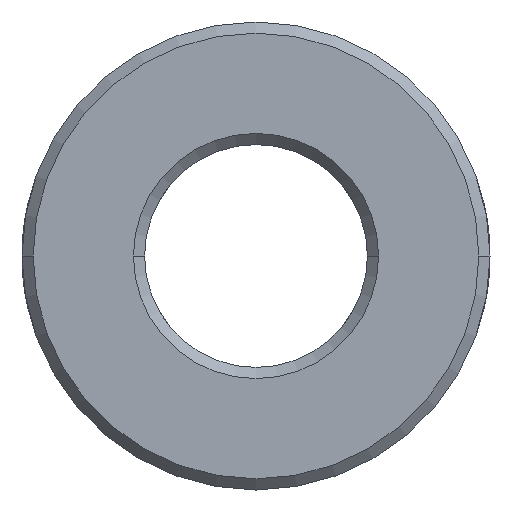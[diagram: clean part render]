
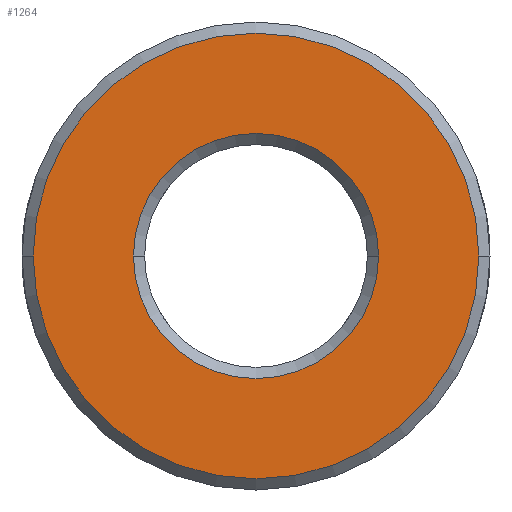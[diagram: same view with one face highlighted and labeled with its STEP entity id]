
A CAD part, left-side view. The second image highlights one B-rep face of the part: STEP entity #1264.
In plain terms, the highlighted planar face has unit normal (-1, 0, 0).
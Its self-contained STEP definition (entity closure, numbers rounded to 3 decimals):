
#280=CARTESIAN_POINT('',(-25.,0.,0.));
#281=DIRECTION('',(-1.,0.,0.));
#282=DIRECTION('',(0.,1.,0.));
#283=AXIS2_PLACEMENT_3D('',#280,#281,#282);
#285=CARTESIAN_POINT('',(-25.,0.,0.));
#286=DIRECTION('',(-1.,0.,0.));
#287=DIRECTION('',(0.,-1.,0.));
#288=AXIS2_PLACEMENT_3D('',#285,#286,#287);
#290=CARTESIAN_POINT('',(-25.,0.,0.));
#291=DIRECTION('',(1.,0.,0.));
#292=DIRECTION('',(0.,1.,0.));
#293=AXIS2_PLACEMENT_3D('',#290,#291,#292);
#295=CARTESIAN_POINT('',(-25.,0.,0.));
#296=DIRECTION('',(1.,0.,0.));
#297=DIRECTION('',(0.,-1.,0.));
#298=AXIS2_PLACEMENT_3D('',#295,#296,#297);
#1160=CARTESIAN_POINT('',(-25.,20.,0.));
#1161=CARTESIAN_POINT('',(-25.,-20.,0.));
#1162=VERTEX_POINT('',#1160);
#1163=VERTEX_POINT('',#1161);
#1182=CARTESIAN_POINT('',(-25.,11.,0.));
#1183=CARTESIAN_POINT('',(-25.,-11.,0.));
#1184=VERTEX_POINT('',#1182);
#1185=VERTEX_POINT('',#1183);
#1248=CARTESIAN_POINT('',(-25.,0.,0.));
#1249=DIRECTION('',(1.,0.,0.));
#1250=DIRECTION('',(0.,-1.,0.));
#1251=AXIS2_PLACEMENT_3D('',#1248,#1249,#1250);
#1252=PLANE('',#1251);
#1254=ORIENTED_EDGE('',*,*,#1253,.F.);
#1255=ORIENTED_EDGE('',*,*,#1238,.F.);
#1256=EDGE_LOOP('',(#1254,#1255));
#1257=FACE_OUTER_BOUND('',#1256,.F.);
#1259=ORIENTED_EDGE('',*,*,#1258,.F.);
#1261=ORIENTED_EDGE('',*,*,#1260,.F.);
#1262=EDGE_LOOP('',(#1259,#1261));
#1263=FACE_BOUND('',#1262,.F.);
#1264=ADVANCED_FACE('',(#1257,#1263),#1252,.F.);
#284=CIRCLE('',#283,20.);
#289=CIRCLE('',#288,20.);
#294=CIRCLE('',#293,11.);
#299=CIRCLE('',#298,11.);
#1238=EDGE_CURVE('',#1163,#1162,#289,.T.);
#1253=EDGE_CURVE('',#1162,#1163,#284,.T.);
#1258=EDGE_CURVE('',#1184,#1185,#294,.T.);
#1260=EDGE_CURVE('',#1185,#1184,#299,.T.);
